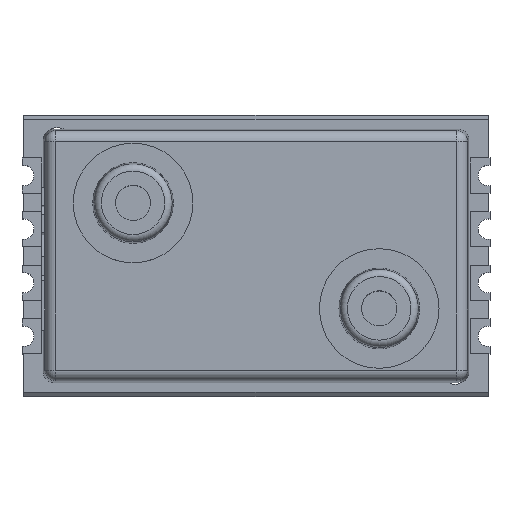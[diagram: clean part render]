
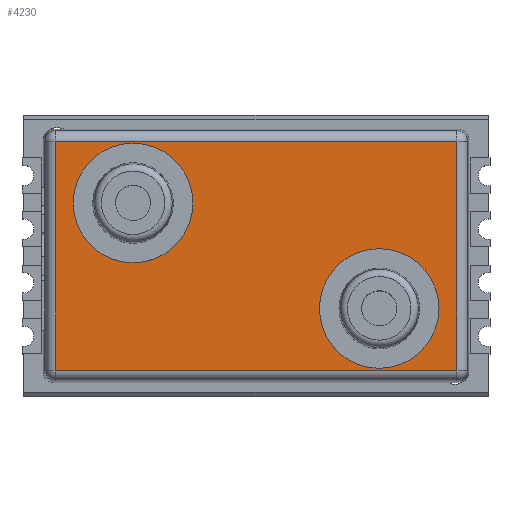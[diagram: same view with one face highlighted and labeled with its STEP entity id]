
A CAD part, top view. The second image highlights one B-rep face of the part: STEP entity #4230.
In plain terms, the highlighted face is planar.
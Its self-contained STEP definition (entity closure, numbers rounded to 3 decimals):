
#122=LINE('',#7243,#623);
#123=LINE('',#7245,#624);
#124=LINE('',#7247,#625);
#125=LINE('',#7249,#626);
#623=VECTOR('',#6084,1000.);
#624=VECTOR('',#6087,1000.);
#625=VECTOR('',#6090,1000.);
#626=VECTOR('',#6093,1000.);
#1096=PLANE('',#5566);
#1507=ORIENTED_EDGE('',*,*,#2580,.F.);
#1508=ORIENTED_EDGE('',*,*,#2589,.F.);
#1509=ORIENTED_EDGE('',*,*,#2583,.F.);
#1510=ORIENTED_EDGE('',*,*,#2582,.F.);
#1511=ORIENTED_EDGE('',*,*,#2581,.F.);
#1512=ORIENTED_EDGE('',*,*,#2584,.F.);
#2580=EDGE_CURVE('',#3139,#3139,#3513,.F.);
#2581=EDGE_CURVE('',#3134,#3131,#122,.T.);
#2582=EDGE_CURVE('',#3131,#3132,#123,.T.);
#2583=EDGE_CURVE('',#3132,#3133,#124,.T.);
#2584=EDGE_CURVE('',#3133,#3134,#125,.T.);
#2589=EDGE_CURVE('',#3140,#3140,#3514,.F.);
#3131=VERTEX_POINT('',#7197);
#3132=VERTEX_POINT('',#7203);
#3133=VERTEX_POINT('',#7207);
#3134=VERTEX_POINT('',#7211);
#3139=VERTEX_POINT('',#7241);
#3140=VERTEX_POINT('',#7260);
#3513=CIRCLE('',#5557,1.7);
#3514=CIRCLE('',#5567,1.7);
#3630=EDGE_LOOP('',(#1507));
#3631=EDGE_LOOP('',(#1508));
#3632=EDGE_LOOP('',(#1509,#1510,#1511,#1512));
#3917=FACE_BOUND('',#3630,.T.);
#3918=FACE_BOUND('',#3631,.T.);
#3919=FACE_BOUND('',#3632,.T.);
#4230=ADVANCED_FACE('',(#3917,#3918,#3919),#1096,.F.);
#5557=AXIS2_PLACEMENT_3D('',#7240,#6080,#6081);
#5566=AXIS2_PLACEMENT_3D('',#7258,#6106,#6107);
#5567=AXIS2_PLACEMENT_3D('',#7259,#6108,#6109);
#6080=DIRECTION('',(0.,-1.,0.));
#6081=DIRECTION('',(0.,0.,-1.));
#6084=DIRECTION('',(0.,0.,-1.));
#6087=DIRECTION('',(1.,0.,0.));
#6090=DIRECTION('',(0.,0.,1.));
#6093=DIRECTION('',(-1.,0.,0.));
#6106=DIRECTION('',(0.,-1.,0.));
#6107=DIRECTION('',(0.,0.,-1.));
#6108=DIRECTION('',(0.,-1.,0.));
#6109=DIRECTION('',(0.,0.,-1.));
#7197=CARTESIAN_POINT('',(-5.705,2.9,-3.255));
#7203=CARTESIAN_POINT('',(5.705,2.9,-3.255));
#7207=CARTESIAN_POINT('',(5.705,2.9,3.255));
#7211=CARTESIAN_POINT('',(-5.705,2.9,3.255));
#7240=CARTESIAN_POINT('',(3.5,2.9,1.5));
#7241=CARTESIAN_POINT('',(3.5,2.9,-0.2));
#7243=CARTESIAN_POINT('',(-5.705,2.9,0.));
#7245=CARTESIAN_POINT('',(0.,2.9,-3.255));
#7247=CARTESIAN_POINT('',(5.705,2.9,0.));
#7249=CARTESIAN_POINT('',(0.,2.9,3.255));
#7258=CARTESIAN_POINT('',(0.,2.9,0.));
#7259=CARTESIAN_POINT('',(-3.5,2.9,-1.5));
#7260=CARTESIAN_POINT('',(-3.5,2.9,-3.2));
